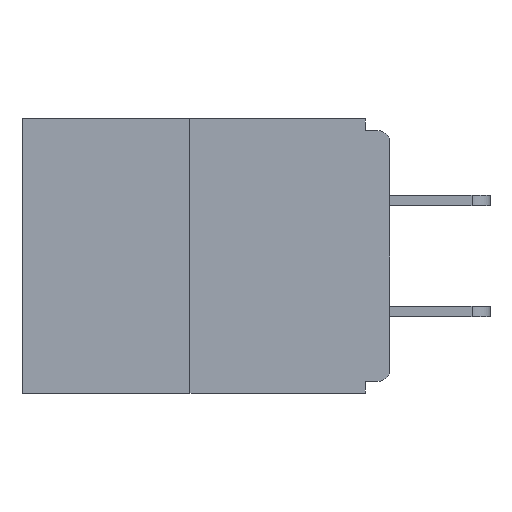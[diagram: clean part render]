
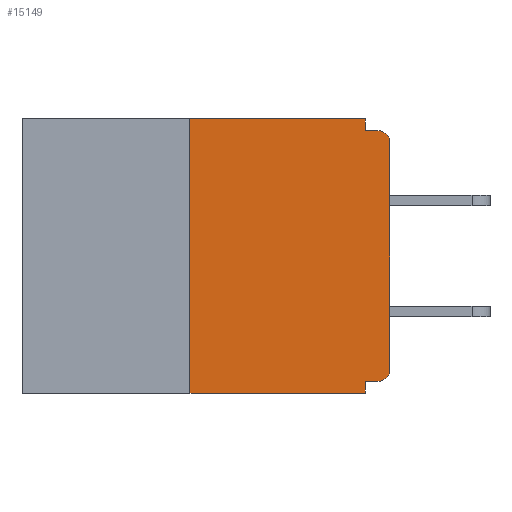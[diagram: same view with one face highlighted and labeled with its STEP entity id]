
A CAD part, left-side view. The second image highlights one B-rep face of the part: STEP entity #15149.
In plain terms, the highlighted planar face has unit normal (-1, 0, 0).
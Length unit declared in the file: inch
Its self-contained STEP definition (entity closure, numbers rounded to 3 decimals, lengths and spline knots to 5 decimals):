
#796 = VECTOR ( 'NONE', #13677, 39.37008 ) ;
#951 = EDGE_LOOP ( 'NONE', ( #11153, #15746, #6667, #11035, #13917, #8620, #8750, #17207, #18547, #17926 ) ) ;
#1967 = CARTESIAN_POINT ( 'NONE',  ( 0., 0.031, -0.328 ) ) ;
#2047 = CIRCLE ( 'NONE', #16817, 0.015 ) ;
#2204 = VECTOR ( 'NONE', #4889, 39.37008 ) ;
#3026 = EDGE_CURVE ( 'NONE', #19528, #10563, #22977, .T. ) ;
#3112 = LINE ( 'NONE', #12421, #4934 ) ;
#3235 = DIRECTION ( 'NONE',  ( 0., 0., -1. ) ) ;
#3719 = VECTOR ( 'NONE', #18150, 39.37008 ) ;
#3947 = EDGE_CURVE ( 'NONE', #13122, #17906, #11861, .T. ) ;
#4455 = CARTESIAN_POINT ( 'NONE',  ( 0., 0., -0.03 ) ) ;
#4704 = CARTESIAN_POINT ( 'NONE',  ( 0., 0.031, 0. ) ) ;
#4795 = EDGE_CURVE ( 'NONE', #17833, #9208, #15345, .T. ) ;
#4889 = DIRECTION ( 'NONE',  ( 0., 0., 1. ) ) ;
#4934 = VECTOR ( 'NONE', #10623, 39.37008 ) ;
#5585 = EDGE_CURVE ( 'NONE', #9208, #11025, #3112, .T. ) ;
#6667 = ORIENTED_EDGE ( 'NONE', *, *, #17762, .T. ) ;
#7350 = CARTESIAN_POINT ( 'NONE',  ( 0., 0.031, 0. ) ) ;
#7485 = PLANE ( 'NONE',  #23629 ) ;
#7577 = DIRECTION ( 'NONE',  ( 0., 0., -1. ) ) ;
#8206 = AXIS2_PLACEMENT_3D ( 'NONE', #18948, #19109, #7577 ) ;
#8395 = LINE ( 'NONE', #22087, #19727 ) ;
#8613 = CARTESIAN_POINT ( 'NONE',  ( 0., 0.031, -0.343 ) ) ;
#8620 = ORIENTED_EDGE ( 'NONE', *, *, #14777, .T. ) ;
#8750 = ORIENTED_EDGE ( 'NONE', *, *, #3026, .T. ) ;
#8766 = LINE ( 'NONE', #15378, #796 ) ;
#9208 = VERTEX_POINT ( 'NONE', #21694 ) ;
#10563 = VERTEX_POINT ( 'NONE', #4455 ) ;
#10623 = DIRECTION ( 'NONE',  ( 0., -1., 0. ) ) ;
#10696 = CARTESIAN_POINT ( 'NONE',  ( 0., 0.25, 0. ) ) ;
#10995 = CARTESIAN_POINT ( 'NONE',  ( 0., 0.25, -0.343 ) ) ;
#11025 = VERTEX_POINT ( 'NONE', #7350 ) ;
#11035 = ORIENTED_EDGE ( 'NONE', *, *, #25182, .F. ) ;
#11078 = FACE_OUTER_BOUND ( 'NONE', #951, .T. ) ;
#11153 = ORIENTED_EDGE ( 'NONE', *, *, #5585, .F. ) ;
#11223 = CARTESIAN_POINT ( 'NONE',  ( 0., 0.46, 0. ) ) ;
#11393 = DIRECTION ( 'NONE',  ( 0., 0., -1. ) ) ;
#11861 = LINE ( 'NONE', #24970, #14003 ) ;
#12078 = LINE ( 'NONE', #24882, #16977 ) ;
#12145 = CARTESIAN_POINT ( 'NONE',  ( 0., 0., -0.313 ) ) ;
#12421 = CARTESIAN_POINT ( 'NONE',  ( 0., 0.46, 0. ) ) ;
#12902 = VERTEX_POINT ( 'NONE', #1967 ) ;
#13122 = VERTEX_POINT ( 'NONE', #18219 ) ;
#13677 = DIRECTION ( 'NONE',  ( 0., 0., -1. ) ) ;
#13917 = ORIENTED_EDGE ( 'NONE', *, *, #14061, .F. ) ;
#14003 = VECTOR ( 'NONE', #21026, 39.37008 ) ;
#14061 = EDGE_CURVE ( 'NONE', #16650, #12902, #12078, .T. ) ;
#14259 = DIRECTION ( 'NONE',  ( 0., -1., 0. ) ) ;
#14417 = LINE ( 'NONE', #4704, #3719 ) ;
#14752 = CARTESIAN_POINT ( 'NONE',  ( 0., 0.015, -0.015 ) ) ;
#14777 = EDGE_CURVE ( 'NONE', #16650, #19528, #16621, .T. ) ;
#15149 = ADVANCED_FACE ( 'NONE', ( #11078 ), #7485, .F. ) ;
#15345 = LINE ( 'NONE', #10696, #2204 ) ;
#15378 = CARTESIAN_POINT ( 'NONE',  ( 0., 0.031, -0.343 ) ) ;
#15746 = ORIENTED_EDGE ( 'NONE', *, *, #4795, .F. ) ;
#16621 = CIRCLE ( 'NONE', #8206, 0.015 ) ;
#16650 = VERTEX_POINT ( 'NONE', #24691 ) ;
#16817 = AXIS2_PLACEMENT_3D ( 'NONE', #22845, #24731, #3235 ) ;
#16977 = VECTOR ( 'NONE', #23273, 39.37008 ) ;
#17207 = ORIENTED_EDGE ( 'NONE', *, *, #22309, .T. ) ;
#17762 = EDGE_CURVE ( 'NONE', #17833, #22901, #8395, .T. ) ;
#17780 = VECTOR ( 'NONE', #19701, 39.37008 ) ;
#17833 = VERTEX_POINT ( 'NONE', #10995 ) ;
#17906 = VERTEX_POINT ( 'NONE', #14752 ) ;
#17926 = ORIENTED_EDGE ( 'NONE', *, *, #19575, .F. ) ;
#18150 = DIRECTION ( 'NONE',  ( 0., 0., -1. ) ) ;
#18219 = CARTESIAN_POINT ( 'NONE',  ( 0., 0.031, -0.015 ) ) ;
#18547 = ORIENTED_EDGE ( 'NONE', *, *, #3947, .F. ) ;
#18948 = CARTESIAN_POINT ( 'NONE',  ( 0., 0.015, -0.313 ) ) ;
#19109 = DIRECTION ( 'NONE',  ( -1., 0., 0. ) ) ;
#19528 = VERTEX_POINT ( 'NONE', #12145 ) ;
#19575 = EDGE_CURVE ( 'NONE', #11025, #13122, #14417, .T. ) ;
#19701 = DIRECTION ( 'NONE',  ( 0., 0., 1. ) ) ;
#19727 = VECTOR ( 'NONE', #14259, 39.37008 ) ;
#21026 = DIRECTION ( 'NONE',  ( 0., -1., 0. ) ) ;
#21694 = CARTESIAN_POINT ( 'NONE',  ( 0., 0.25, 0. ) ) ;
#22087 = CARTESIAN_POINT ( 'NONE',  ( 0., 0.46, -0.343 ) ) ;
#22309 = EDGE_CURVE ( 'NONE', #10563, #17906, #2047, .T. ) ;
#22845 = CARTESIAN_POINT ( 'NONE',  ( 0., 0.015, -0.03 ) ) ;
#22901 = VERTEX_POINT ( 'NONE', #8613 ) ;
#22977 = LINE ( 'NONE', #23844, #17780 ) ;
#23249 = DIRECTION ( 'NONE',  ( 1., 0., 0. ) ) ;
#23273 = DIRECTION ( 'NONE',  ( 0., 1., 0. ) ) ;
#23629 = AXIS2_PLACEMENT_3D ( 'NONE', #11223, #23249, #11393 ) ;
#23844 = CARTESIAN_POINT ( 'NONE',  ( 0., 0., 0. ) ) ;
#24691 = CARTESIAN_POINT ( 'NONE',  ( 0., 0.015, -0.328 ) ) ;
#24731 = DIRECTION ( 'NONE',  ( -1., 0., 0. ) ) ;
#24882 = CARTESIAN_POINT ( 'NONE',  ( 0., 0., -0.328 ) ) ;
#24970 = CARTESIAN_POINT ( 'NONE',  ( 0., 0., -0.015 ) ) ;
#25182 = EDGE_CURVE ( 'NONE', #12902, #22901, #8766, .T. ) ;
